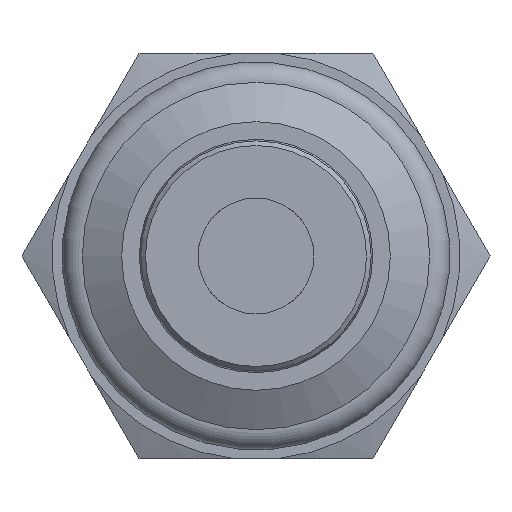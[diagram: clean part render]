
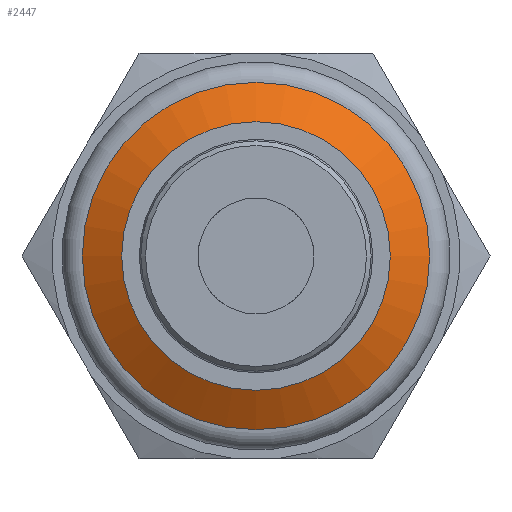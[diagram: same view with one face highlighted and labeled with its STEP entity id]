
A CAD part, left-side view. The second image highlights one B-rep face of the part: STEP entity #2447.
In plain terms, the highlighted conical face has half-angle 60 degrees and reference radius 8.445 mm.
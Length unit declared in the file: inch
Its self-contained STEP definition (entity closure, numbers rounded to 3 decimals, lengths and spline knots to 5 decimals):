
#542=FACE_BOUND('',#815,.T.);
#627=FACE_OUTER_BOUND('',#814,.T.);
#814=EDGE_LOOP('',(#1821));
#815=EDGE_LOOP('',(#1822));
#1003=CIRCLE('',#2637,0.29);
#1004=CIRCLE('',#2639,0.375);
#1167=VERTEX_POINT('',#4195);
#1168=VERTEX_POINT('',#4198);
#1432=EDGE_CURVE('',#1167,#1167,#1003,.T.);
#1433=EDGE_CURVE('',#1168,#1168,#1004,.T.);
#1821=ORIENTED_EDGE('',*,*,#1433,.F.);
#1822=ORIENTED_EDGE('',*,*,#1432,.T.);
#2366=CONICAL_SURFACE('',#2638,0.3325,60.);
#2447=ADVANCED_FACE('',(#627,#542),#2366,.T.);
#2637=AXIS2_PLACEMENT_3D('',#4196,#3018,#3019);
#2638=AXIS2_PLACEMENT_3D('',#4197,#3020,#3021);
#2639=AXIS2_PLACEMENT_3D('',#4199,#3022,#3023);
#3018=DIRECTION('center_axis',(1.,0.,0.));
#3019=DIRECTION('ref_axis',(0.,1.,0.));
#3020=DIRECTION('center_axis',(1.,0.,0.));
#3021=DIRECTION('ref_axis',(0.,1.,0.));
#3022=DIRECTION('center_axis',(1.,0.,0.));
#3023=DIRECTION('ref_axis',(0.,1.,0.));
#4195=CARTESIAN_POINT('',(-1.26,0.29,0.));
#4196=CARTESIAN_POINT('Origin',(-1.26,0.,0.));
#4197=CARTESIAN_POINT('Origin',(-1.23546,0.,0.));
#4198=CARTESIAN_POINT('',(-1.21093,0.375,0.));
#4199=CARTESIAN_POINT('Origin',(-1.21093,0.,0.));
